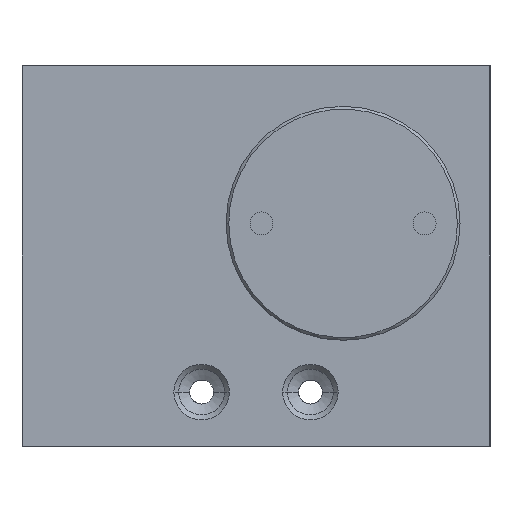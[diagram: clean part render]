
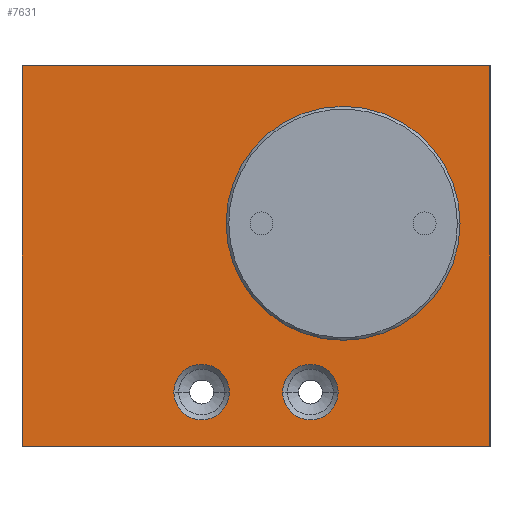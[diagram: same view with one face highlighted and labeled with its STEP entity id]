
A CAD part, left-side view. The second image highlights one B-rep face of the part: STEP entity #7631.
In plain terms, the highlighted planar face has unit normal (-1, 0, 0).
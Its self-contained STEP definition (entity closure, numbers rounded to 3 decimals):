
#17=DIRECTION('',(0.,0.,1.));
#18=VECTOR('',#17,35.);
#19=CARTESIAN_POINT('',(-43.5,0.,-17.5));
#20=LINE('',#19,#18);
#134=DIRECTION('',(0.,1.,0.));
#135=VECTOR('',#134,43.);
#136=CARTESIAN_POINT('',(-43.5,0.,17.5));
#137=LINE('',#136,#135);
#138=DIRECTION('',(0.,1.,0.));
#139=VECTOR('',#138,43.);
#140=CARTESIAN_POINT('',(-43.5,0.,-17.5));
#141=LINE('',#140,#139);
#142=CARTESIAN_POINT('',(-43.5,13.5,3.));
#143=DIRECTION('',(-1.,0.,0.));
#144=DIRECTION('',(0.,-1.,0.));
#145=AXIS2_PLACEMENT_3D('',#142,#143,#144);
#147=CARTESIAN_POINT('',(-43.5,13.5,3.));
#148=DIRECTION('',(-1.,0.,0.));
#149=DIRECTION('',(0.,1.,0.));
#150=AXIS2_PLACEMENT_3D('',#147,#148,#149);
#152=CARTESIAN_POINT('',(-43.5,26.5,-12.5));
#153=DIRECTION('',(1.,0.,0.));
#154=DIRECTION('',(0.,-1.,0.));
#155=AXIS2_PLACEMENT_3D('',#152,#153,#154);
#157=CARTESIAN_POINT('',(-43.5,26.5,-12.5));
#158=DIRECTION('',(1.,0.,0.));
#159=DIRECTION('',(0.,1.,0.));
#160=AXIS2_PLACEMENT_3D('',#157,#158,#159);
#162=CARTESIAN_POINT('',(-43.5,16.5,-12.5));
#163=DIRECTION('',(1.,0.,0.));
#164=DIRECTION('',(0.,-1.,0.));
#165=AXIS2_PLACEMENT_3D('',#162,#163,#164);
#167=CARTESIAN_POINT('',(-43.5,16.5,-12.5));
#168=DIRECTION('',(1.,0.,0.));
#169=DIRECTION('',(0.,1.,0.));
#170=AXIS2_PLACEMENT_3D('',#167,#168,#169);
#290=DIRECTION('',(0.,0.,1.));
#291=VECTOR('',#290,35.);
#292=CARTESIAN_POINT('',(-43.5,43.,-17.5));
#293=LINE('',#292,#291);
#6373=CARTESIAN_POINT('',(-43.5,0.,-17.5));
#6374=VERTEX_POINT('',#6373);
#6375=CARTESIAN_POINT('',(-43.5,0.,17.5));
#6376=VERTEX_POINT('',#6375);
#6381=CARTESIAN_POINT('',(-43.5,43.,-17.5));
#6382=VERTEX_POINT('',#6381);
#6383=CARTESIAN_POINT('',(-43.5,43.,17.5));
#6384=VERTEX_POINT('',#6383);
#6579=CARTESIAN_POINT('',(-43.5,2.75,3.));
#6580=CARTESIAN_POINT('',(-43.5,24.25,3.));
#6581=VERTEX_POINT('',#6579);
#6582=VERTEX_POINT('',#6580);
#6769=CARTESIAN_POINT('',(-43.5,23.95,-12.5));
#6770=VERTEX_POINT('',#6769);
#6773=CARTESIAN_POINT('',(-43.5,29.05,-12.5));
#6774=VERTEX_POINT('',#6773);
#6785=CARTESIAN_POINT('',(-43.5,13.95,-12.5));
#6786=VERTEX_POINT('',#6785);
#6789=CARTESIAN_POINT('',(-43.5,19.05,-12.5));
#6790=VERTEX_POINT('',#6789);
#7600=CARTESIAN_POINT('',(-43.5,0.,-17.5));
#7601=DIRECTION('',(-1.,0.,0.));
#7602=DIRECTION('',(0.,0.,1.));
#7603=AXIS2_PLACEMENT_3D('',#7600,#7601,#7602);
#7604=PLANE('',#7603);
#7605=ORIENTED_EDGE('',*,*,#7440,.F.);
#7607=ORIENTED_EDGE('',*,*,#7606,.T.);
#7609=ORIENTED_EDGE('',*,*,#7608,.T.);
#7610=ORIENTED_EDGE('',*,*,#7593,.F.);
#7611=EDGE_LOOP('',(#7605,#7607,#7609,#7610));
#7612=FACE_OUTER_BOUND('',#7611,.F.);
#7614=ORIENTED_EDGE('',*,*,#7613,.T.);
#7616=ORIENTED_EDGE('',*,*,#7615,.T.);
#7617=EDGE_LOOP('',(#7614,#7616));
#7618=FACE_BOUND('',#7617,.F.);
#7620=ORIENTED_EDGE('',*,*,#7619,.F.);
#7622=ORIENTED_EDGE('',*,*,#7621,.F.);
#7623=EDGE_LOOP('',(#7620,#7622));
#7624=FACE_BOUND('',#7623,.F.);
#7626=ORIENTED_EDGE('',*,*,#7625,.F.);
#7628=ORIENTED_EDGE('',*,*,#7627,.F.);
#7629=EDGE_LOOP('',(#7626,#7628));
#7630=FACE_BOUND('',#7629,.F.);
#7631=ADVANCED_FACE('',(#7612,#7618,#7624,#7630),#7604,.T.);
#146=CIRCLE('',#145,10.75);
#151=CIRCLE('',#150,10.75);
#156=CIRCLE('',#155,2.55);
#161=CIRCLE('',#160,2.55);
#166=CIRCLE('',#165,2.55);
#171=CIRCLE('',#170,2.55);
#7440=EDGE_CURVE('',#6374,#6376,#20,.T.);
#7593=EDGE_CURVE('',#6376,#6384,#137,.T.);
#7606=EDGE_CURVE('',#6374,#6382,#141,.T.);
#7608=EDGE_CURVE('',#6382,#6384,#293,.T.);
#7613=EDGE_CURVE('',#6581,#6582,#146,.T.);
#7615=EDGE_CURVE('',#6582,#6581,#151,.T.);
#7619=EDGE_CURVE('',#6770,#6774,#156,.T.);
#7621=EDGE_CURVE('',#6774,#6770,#161,.T.);
#7625=EDGE_CURVE('',#6786,#6790,#166,.T.);
#7627=EDGE_CURVE('',#6790,#6786,#171,.T.);
